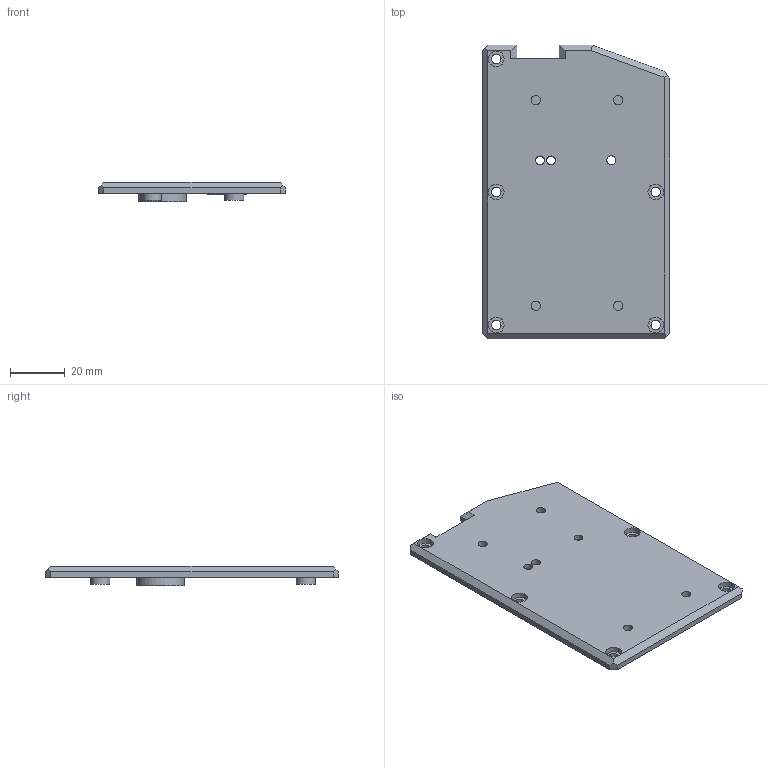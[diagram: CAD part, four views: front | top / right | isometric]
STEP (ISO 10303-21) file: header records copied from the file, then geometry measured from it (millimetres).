
FILE_DESCRIPTION(/* description */ (''),/* implementation_level */ '2;1');
FILE_NAME(/* name */ 'Component_Havok A1M1900x M5 Top Cover.step',/* time_stamp */ '2025-05-20T17:03:06-05:00',/* author */ (''),/* organization */ (''),/* preprocessor_version */ 'ST-DEVELOPER v20.1',/* originating_system */ 'Autodesk Translation Framework v14.4.0.0',/* authorisation */ '');
FILE_SCHEMA (('AUTOMOTIVE_DESIGN { 1 0 10303 214 3 1 1 }'));
Length unit declared in the file: millimetre
Products named in the file (1): 2025-05-20-17-03-06-821
Bounding box: 68.19 x 107 x 7 mm (x, y, z)
Volume: 17678.4 mm3; surface area: 18766.6 mm2
Topology: 1 solids, 1 shells, 116 faces, 281 edges, 187 vertices
Faces by surface type: plane 76, cylinder 40
Full cylindrical faces by diameter (mm): 3.25 x3, 3.4 x4, 3.5 x5, 5.7 x1, 5.72 x4, 7 x4, 10.882 x1, 14.198 x1, 14.373 x1, 17.239 x1
Entity records: 3462 total; most frequent: DIRECTION 595, CARTESIAN_POINT 585, ORIENTED_EDGE 562, EDGE_CURVE 281, LINE 201, VECTOR 201, AXIS2_PLACEMENT_3D 197, VERTEX_POINT 187
